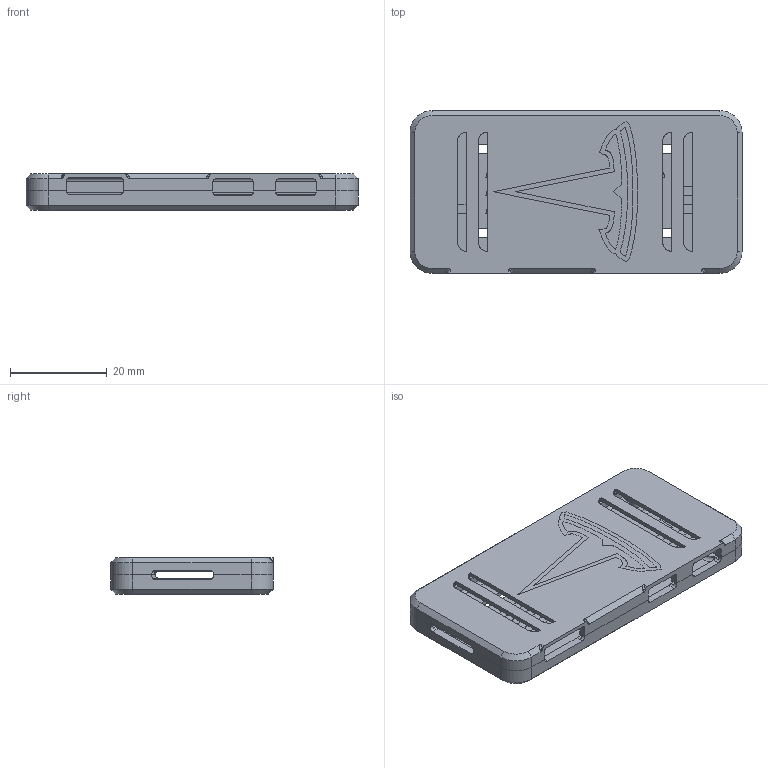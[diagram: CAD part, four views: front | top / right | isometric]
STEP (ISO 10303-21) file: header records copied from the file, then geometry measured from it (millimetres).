
FILE_DESCRIPTION(/* description */ (''),/* implementation_level */ '2;1');
FILE_NAME(/* name */ 'TeslaUSB Case.step',/* time_stamp */ '2020-04-19T11:11:27-04:00',/* author */ (''),/* organization */ (''),/* preprocessor_version */ 'ST-DEVELOPER v18.1',/* originating_system */ 'Autodesk Translation Framework v9.2.0.1227',/* authorisation */ '');
FILE_SCHEMA (('AUTOMOTIVE_DESIGN { 1 0 10303 214 3 1 1 }'));
Length unit declared in the file: millimetre
Products named in the file (3): TeslaUSB Case; Bottom; Top
Assembly tree (2 placements, depth 2):
  TeslaUSB Case
    Bottom
    Top
Bounding box: 68.6 x 33.6 x 7.5 mm (x, y, z)
Volume: 5505.8 mm3; surface area: 11930.5 mm2
Topology: 13 solids, 13 shells, 1582 faces, 4607 edges, 3052 vertices
Faces by surface type: plane 1441, cylinder 95, bspline 24, cone 12, torus 8, sphere 2
Full cylindrical faces by diameter (mm): 2.596 x4, 2.696 x4
Entity records: 51933 total; most frequent: CARTESIAN_POINT 9800, ORIENTED_EDGE 9214, DIRECTION 7989, EDGE_CURVE 4607, LINE 4323, VECTOR 4323, VERTEX_POINT 3052, AXIS2_PLACEMENT_3D 1833
